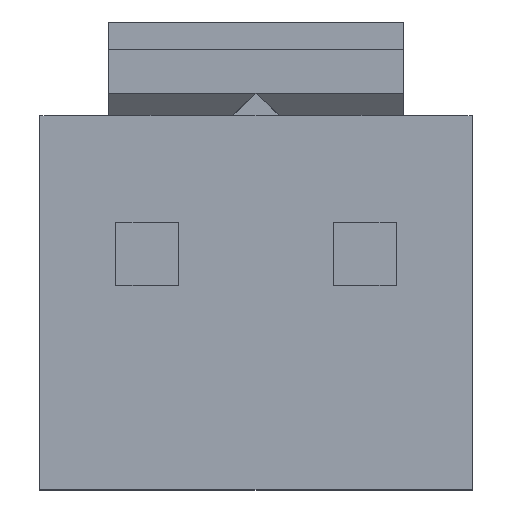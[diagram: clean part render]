
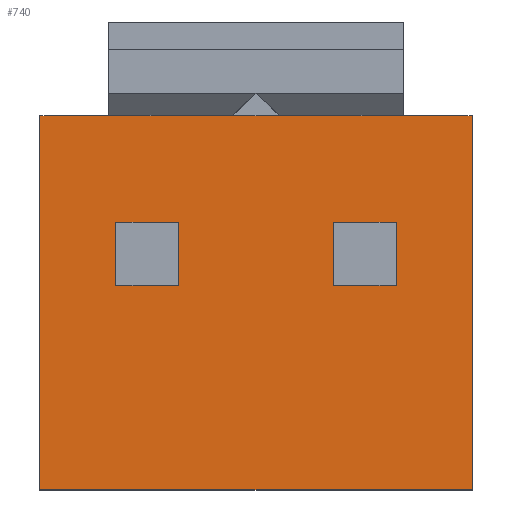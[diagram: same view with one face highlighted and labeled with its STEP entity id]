
A CAD part, top view. The second image highlights one B-rep face of the part: STEP entity #740.
In plain terms, the highlighted planar face has unit normal (0, 0, 1).
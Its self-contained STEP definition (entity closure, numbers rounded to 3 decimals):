
#120=DIRECTION('',(1.,0.,0.));
#121=VECTOR('',#120,1.25);
#122=CARTESIAN_POINT('',(2.68,2.52,0.));
#123=LINE('',#122,#121);
#124=DIRECTION('',(1.,0.,0.));
#125=VECTOR('',#124,1.25);
#126=CARTESIAN_POINT('',(-3.93,2.52,0.));
#127=LINE('',#126,#125);
#128=DIRECTION('',(0.,1.,0.));
#129=VECTOR('',#128,1.14);
#130=CARTESIAN_POINT('',(-2.55,-0.57,0.));
#131=LINE('',#130,#129);
#132=DIRECTION('',(1.,0.,0.));
#133=VECTOR('',#132,1.14);
#134=CARTESIAN_POINT('',(-2.55,-0.57,0.));
#135=LINE('',#134,#133);
#136=DIRECTION('',(0.,1.,0.));
#137=VECTOR('',#136,1.14);
#138=CARTESIAN_POINT('',(-1.41,-0.57,0.));
#139=LINE('',#138,#137);
#140=DIRECTION('',(1.,0.,0.));
#141=VECTOR('',#140,1.14);
#142=CARTESIAN_POINT('',(-2.55,0.57,0.));
#143=LINE('',#142,#141);
#144=DIRECTION('',(0.,1.,0.));
#145=VECTOR('',#144,1.14);
#146=CARTESIAN_POINT('',(1.41,-0.57,0.));
#147=LINE('',#146,#145);
#148=DIRECTION('',(1.,0.,0.));
#149=VECTOR('',#148,1.14);
#150=CARTESIAN_POINT('',(1.41,-0.57,0.));
#151=LINE('',#150,#149);
#152=DIRECTION('',(0.,1.,0.));
#153=VECTOR('',#152,1.14);
#154=CARTESIAN_POINT('',(2.55,-0.57,0.));
#155=LINE('',#154,#153);
#156=DIRECTION('',(1.,0.,0.));
#157=VECTOR('',#156,1.14);
#158=CARTESIAN_POINT('',(1.41,0.57,0.));
#159=LINE('',#158,#157);
#160=DIRECTION('',(1.,0.,0.));
#161=VECTOR('',#160,5.36);
#162=CARTESIAN_POINT('',(-2.68,2.52,0.));
#163=LINE('',#162,#161);
#320=DIRECTION('',(0.,1.,0.));
#321=VECTOR('',#320,6.8);
#322=CARTESIAN_POINT('',(-3.93,-4.28,0.));
#323=LINE('',#322,#321);
#340=DIRECTION('',(1.,0.,0.));
#341=VECTOR('',#340,7.86);
#342=CARTESIAN_POINT('',(-3.93,-4.28,0.));
#343=LINE('',#342,#341);
#364=DIRECTION('',(0.,1.,0.));
#365=VECTOR('',#364,6.8);
#366=CARTESIAN_POINT('',(3.93,-4.28,0.));
#367=LINE('',#366,#365);
#536=CARTESIAN_POINT('',(3.93,2.52,0.));
#538=VERTEX_POINT('',#536);
#540=CARTESIAN_POINT('',(3.93,-4.28,0.));
#541=VERTEX_POINT('',#540);
#548=CARTESIAN_POINT('',(-3.93,2.52,0.));
#550=VERTEX_POINT('',#548);
#552=CARTESIAN_POINT('',(-3.93,-4.28,0.));
#553=VERTEX_POINT('',#552);
#561=CARTESIAN_POINT('',(-2.68,2.52,0.));
#563=VERTEX_POINT('',#561);
#565=CARTESIAN_POINT('',(2.68,2.52,0.));
#567=VERTEX_POINT('',#565);
#584=CARTESIAN_POINT('',(-2.55,-0.57,0.));
#585=CARTESIAN_POINT('',(-2.55,0.57,0.));
#586=VERTEX_POINT('',#584);
#587=VERTEX_POINT('',#585);
#588=CARTESIAN_POINT('',(-1.41,-0.57,0.));
#589=CARTESIAN_POINT('',(-1.41,0.57,0.));
#590=VERTEX_POINT('',#588);
#591=VERTEX_POINT('',#589);
#616=CARTESIAN_POINT('',(1.41,-0.57,0.));
#617=CARTESIAN_POINT('',(1.41,0.57,0.));
#618=VERTEX_POINT('',#616);
#619=VERTEX_POINT('',#617);
#620=CARTESIAN_POINT('',(2.55,-0.57,0.));
#621=CARTESIAN_POINT('',(2.55,0.57,0.));
#622=VERTEX_POINT('',#620);
#623=VERTEX_POINT('',#621);
#703=CARTESIAN_POINT('',(3.93,2.52,0.));
#704=DIRECTION('',(0.,0.,1.));
#705=DIRECTION('',(0.,-1.,0.));
#706=AXIS2_PLACEMENT_3D('',#703,#704,#705);
#707=PLANE('',#706);
#709=ORIENTED_EDGE('',*,*,#708,.T.);
#710=ORIENTED_EDGE('',*,*,#698,.T.);
#712=ORIENTED_EDGE('',*,*,#711,.F.);
#714=ORIENTED_EDGE('',*,*,#713,.F.);
#716=ORIENTED_EDGE('',*,*,#715,.T.);
#717=ORIENTED_EDGE('',*,*,#678,.T.);
#718=EDGE_LOOP('',(#709,#710,#712,#714,#716,#717));
#719=FACE_OUTER_BOUND('',#718,.F.);
#721=ORIENTED_EDGE('',*,*,#720,.F.);
#723=ORIENTED_EDGE('',*,*,#722,.T.);
#725=ORIENTED_EDGE('',*,*,#724,.T.);
#727=ORIENTED_EDGE('',*,*,#726,.F.);
#728=EDGE_LOOP('',(#721,#723,#725,#727));
#729=FACE_BOUND('',#728,.F.);
#731=ORIENTED_EDGE('',*,*,#730,.F.);
#733=ORIENTED_EDGE('',*,*,#732,.T.);
#735=ORIENTED_EDGE('',*,*,#734,.T.);
#737=ORIENTED_EDGE('',*,*,#736,.F.);
#738=EDGE_LOOP('',(#731,#733,#735,#737));
#739=FACE_BOUND('',#738,.F.);
#740=ADVANCED_FACE('',(#719,#729,#739),#707,.T.);
#678=EDGE_CURVE('',#550,#563,#127,.T.);
#698=EDGE_CURVE('',#567,#538,#123,.T.);
#708=EDGE_CURVE('',#563,#567,#163,.T.);
#711=EDGE_CURVE('',#541,#538,#367,.T.);
#713=EDGE_CURVE('',#553,#541,#343,.T.);
#715=EDGE_CURVE('',#553,#550,#323,.T.);
#720=EDGE_CURVE('',#586,#587,#131,.T.);
#722=EDGE_CURVE('',#586,#590,#135,.T.);
#724=EDGE_CURVE('',#590,#591,#139,.T.);
#726=EDGE_CURVE('',#587,#591,#143,.T.);
#730=EDGE_CURVE('',#618,#619,#147,.T.);
#732=EDGE_CURVE('',#618,#622,#151,.T.);
#734=EDGE_CURVE('',#622,#623,#155,.T.);
#736=EDGE_CURVE('',#619,#623,#159,.T.);
